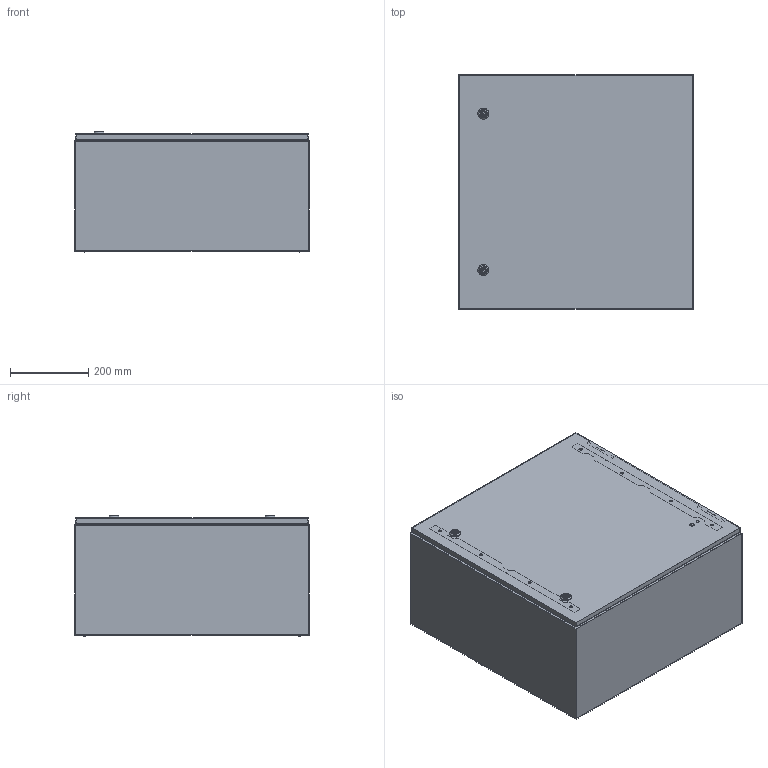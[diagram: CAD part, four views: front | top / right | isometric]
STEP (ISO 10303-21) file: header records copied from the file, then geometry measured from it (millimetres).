
FILE_DESCRIPTION (( 'STEP AP214' ), '1' );
FILE_NAME ('3351-6060-30-00.step', '2024-01-10T07:34:35', ( '' ), ( '' ), 'SwSTEP 2.0', 'SolidWorks 2019', '' );
FILE_SCHEMA (( 'AUTOMOTIVE_DESIGN' ));
Length unit declared in the file: millimetre
Products named in the file (4): 3351-6060-30-00; Montageplattenbeipack_wgES_6060; Korpus_wgES_6060-30; Tuer_wgES_3351-6060-00-90
Assembly tree (3 placements, depth 2):
  3351-6060-30-00
    Korpus_wgES_6060-30
    Tuer_wgES_3351-6060-00-90
    Montageplattenbeipack_wgES_6060
Bounding box: 600 x 600 x 307 mm (x, y, z)
Volume: 2379067.6 mm3; surface area: 3147076.4 mm2
Topology: 30 solids, 30 shells, 1234 faces, 3042 edges, 1960 vertices
Faces by surface type: plane 668, cylinder 462, cone 68, torus 20, sphere 16
Entity records: 38469 total; most frequent: CARTESIAN_POINT 7066, DIRECTION 6442, ORIENTED_EDGE 6068, EDGE_CURVE 3034, AXIS2_PLACEMENT_3D 2328, VERTEX_POINT 1960, LINE 1786, VECTOR 1786
